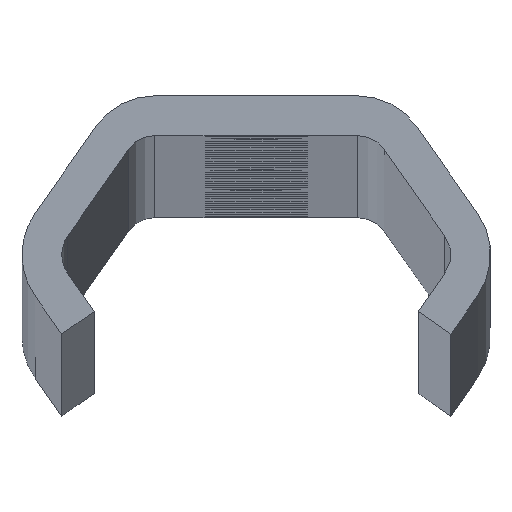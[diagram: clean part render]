
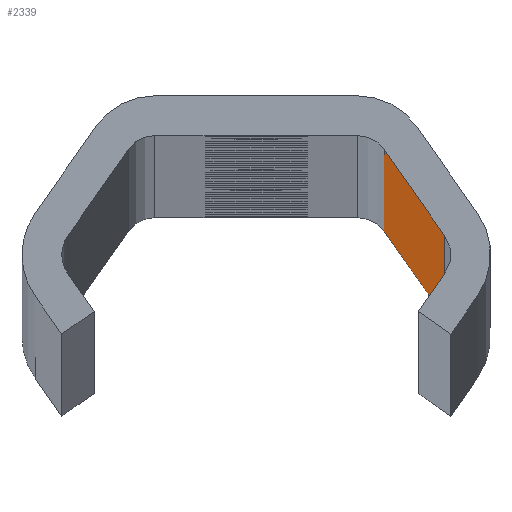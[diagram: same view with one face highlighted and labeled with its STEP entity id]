
A CAD part, top view. The second image highlights one B-rep face of the part: STEP entity #2339.
In plain terms, the highlighted planar face has unit normal (-0.819, -0.574, 0).
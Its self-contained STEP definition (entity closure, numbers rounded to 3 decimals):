
#257 = DIRECTION ( 'NONE',  ( 0.574, -0.819, 0. ) ) ;
#373 = FACE_OUTER_BOUND ( 'NONE', #2232, .T. ) ;
#526 = DIRECTION ( 'NONE',  ( 0., 0., -1. ) ) ;
#554 = AXIS2_PLACEMENT_3D ( 'NONE', #5530, #2628, #3221 ) ;
#633 = ORIENTED_EDGE ( 'NONE', *, *, #3834, .F. ) ;
#667 = VERTEX_POINT ( 'NONE', #5860 ) ;
#965 = LINE ( 'NONE', #4255, #3025 ) ;
#1232 = CARTESIAN_POINT ( 'NONE',  ( 11.883, 1.163, 1480. ) ) ;
#1275 = EDGE_CURVE ( 'NONE', #3268, #667, #6150, .T. ) ;
#1304 = VECTOR ( 'NONE', #526, 1000. ) ;
#2063 = CARTESIAN_POINT ( 'NONE',  ( 8.052, 6.635, 1480. ) ) ;
#2105 = PLANE ( 'NONE',  #554 ) ;
#2232 = EDGE_LOOP ( 'NONE', ( #3681, #3217, #633, #6320 ) ) ;
#2339 = ADVANCED_FACE ( 'NONE', ( #373 ), #2105, .F. ) ;
#2628 = DIRECTION ( 'NONE',  ( 0.819, 0.574, 0. ) ) ;
#2668 = CARTESIAN_POINT ( 'NONE',  ( 11.883, 1.163, -1480. ) ) ;
#2817 = VERTEX_POINT ( 'NONE', #2668 ) ;
#2837 = EDGE_CURVE ( 'NONE', #5090, #2817, #965, .T. ) ;
#3025 = VECTOR ( 'NONE', #3223, 1000. ) ;
#3217 = ORIENTED_EDGE ( 'NONE', *, *, #2837, .F. ) ;
#3221 = DIRECTION ( 'NONE',  ( -0.574, 0.819, 0. ) ) ;
#3223 = DIRECTION ( 'NONE',  ( 0., 0., -1. ) ) ;
#3268 = VERTEX_POINT ( 'NONE', #2063 ) ;
#3366 = DIRECTION ( 'NONE',  ( 0.574, -0.819, 0. ) ) ;
#3548 = VECTOR ( 'NONE', #257, 1000. ) ;
#3681 = ORIENTED_EDGE ( 'NONE', *, *, #6887, .T. ) ;
#3834 = EDGE_CURVE ( 'NONE', #3268, #5090, #6142, .T. ) ;
#3896 = CARTESIAN_POINT ( 'NONE',  ( 8.052, 6.635, 1480. ) ) ;
#3994 = CARTESIAN_POINT ( 'NONE',  ( 8.052, 6.635, 1480. ) ) ;
#4255 = CARTESIAN_POINT ( 'NONE',  ( 11.883, 1.163, 1480. ) ) ;
#4681 = CARTESIAN_POINT ( 'NONE',  ( 8.052, 6.635, -1480. ) ) ;
#4683 = VECTOR ( 'NONE', #3366, 1000. ) ;
#5090 = VERTEX_POINT ( 'NONE', #1232 ) ;
#5530 = CARTESIAN_POINT ( 'NONE',  ( 8.052, 6.635, 1480. ) ) ;
#5847 = LINE ( 'NONE', #4681, #3548 ) ;
#5860 = CARTESIAN_POINT ( 'NONE',  ( 8.052, 6.635, -1480. ) ) ;
#6142 = LINE ( 'NONE', #3994, #4683 ) ;
#6150 = LINE ( 'NONE', #3896, #1304 ) ;
#6320 = ORIENTED_EDGE ( 'NONE', *, *, #1275, .T. ) ;
#6887 = EDGE_CURVE ( 'NONE', #667, #2817, #5847, .T. ) ;
